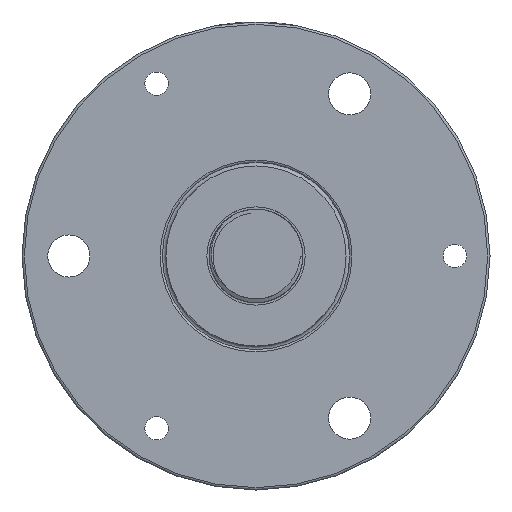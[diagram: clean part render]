
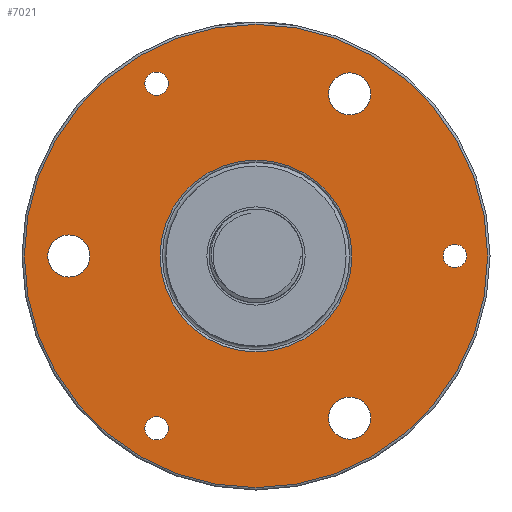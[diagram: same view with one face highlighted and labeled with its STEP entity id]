
A CAD part, left-side view. The second image highlights one B-rep face of the part: STEP entity #7021.
In plain terms, the highlighted planar face has unit normal (-1, 0, 0).
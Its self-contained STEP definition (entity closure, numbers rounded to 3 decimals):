
#217 = CIRCLE ( 'NONE', #10174, 2.5 ) ;
#257 = AXIS2_PLACEMENT_3D ( 'NONE', #6170, #6267, #2256 ) ;
#268 = CARTESIAN_POINT ( 'NONE',  ( 0., -20., 34.641 ) ) ;
#347 = CARTESIAN_POINT ( 'NONE',  ( 0., 21.25, -39.306 ) ) ;
#731 = EDGE_CURVE ( 'NONE', #7014, #7014, #16136, .T. ) ;
#739 = FACE_BOUND ( 'NONE', #4557, .T. ) ;
#1140 = AXIS2_PLACEMENT_3D ( 'NONE', #268, #15393, #13786 ) ;
#1692 = VERTEX_POINT ( 'NONE', #347 ) ;
#1797 = CARTESIAN_POINT ( 'NONE',  ( 0., 0., -20. ) ) ;
#1973 = FACE_BOUND ( 'NONE', #7181, .T. ) ;
#2134 = ORIENTED_EDGE ( 'NONE', *, *, #9147, .T. ) ;
#2189 = CIRCLE ( 'NONE', #5870, 2.5 ) ;
#2256 = DIRECTION ( 'NONE',  ( 0., 0., -1. ) ) ;
#2549 = CARTESIAN_POINT ( 'NONE',  ( 0., 21.25, 34.306 ) ) ;
#2987 = CARTESIAN_POINT ( 'NONE',  ( 0., 21.25, -36.806 ) ) ;
#3043 = AXIS2_PLACEMENT_3D ( 'NONE', #11729, #15983, #9131 ) ;
#3270 = ORIENTED_EDGE ( 'NONE', *, *, #10284, .T. ) ;
#3286 = EDGE_CURVE ( 'NONE', #1692, #1692, #2189, .T. ) ;
#3301 = DIRECTION ( 'NONE',  ( 1., 0., 0. ) ) ;
#3455 = VERTEX_POINT ( 'NONE', #4868 ) ;
#3456 = ORIENTED_EDGE ( 'NONE', *, *, #10498, .T. ) ;
#3482 = FACE_BOUND ( 'NONE', #9236, .T. ) ;
#3629 = CARTESIAN_POINT ( 'NONE',  ( 0., -42.5, -2.5 ) ) ;
#3942 = AXIS2_PLACEMENT_3D ( 'NONE', #10417, #15861, #6424 ) ;
#4300 = DIRECTION ( 'NONE',  ( 1., 0., 0. ) ) ;
#4325 = DIRECTION ( 'NONE',  ( 0., 0., -1. ) ) ;
#4326 = EDGE_LOOP ( 'NONE', ( #3270 ) ) ;
#4549 = DIRECTION ( 'NONE',  ( 1., 0., 0. ) ) ;
#4557 = EDGE_LOOP ( 'NONE', ( #9283 ) ) ;
#4717 = FACE_BOUND ( 'NONE', #15828, .T. ) ;
#4868 = CARTESIAN_POINT ( 'NONE',  ( 0., -20., 30.141 ) ) ;
#5204 = VERTEX_POINT ( 'NONE', #2549 ) ;
#5870 = AXIS2_PLACEMENT_3D ( 'NONE', #2987, #16339, #4325 ) ;
#6112 = EDGE_LOOP ( 'NONE', ( #9933 ) ) ;
#6119 = CARTESIAN_POINT ( 'NONE',  ( 0., 0., -49.5 ) ) ;
#6170 = CARTESIAN_POINT ( 'NONE',  ( 0., -42.5, 0. ) ) ;
#6267 = DIRECTION ( 'NONE',  ( 1., 0., 0. ) ) ;
#6424 = DIRECTION ( 'NONE',  ( 0., 0., -1. ) ) ;
#6480 = VERTEX_POINT ( 'NONE', #6119 ) ;
#6888 = CARTESIAN_POINT ( 'NONE',  ( 0., 40., 0. ) ) ;
#7014 = VERTEX_POINT ( 'NONE', #15203 ) ;
#7021 = ADVANCED_FACE ( 'NONE', ( #739, #8537, #7292, #12735, #3482, #1973, #13972, #4717 ), #16738, .F. ) ;
#7102 = ORIENTED_EDGE ( 'NONE', *, *, #7263, .T. ) ;
#7181 = EDGE_LOOP ( 'NONE', ( #3456 ) ) ;
#7263 = EDGE_CURVE ( 'NONE', #12884, #12884, #17022, .T. ) ;
#7292 = FACE_BOUND ( 'NONE', #12927, .T. ) ;
#7445 = VERTEX_POINT ( 'NONE', #14306 ) ;
#8206 = DIRECTION ( 'NONE',  ( 0., 0., -1. ) ) ;
#8537 = FACE_OUTER_BOUND ( 'NONE', #4326, .T. ) ;
#8787 = CIRCLE ( 'NONE', #1140, 4.5 ) ;
#8812 = CARTESIAN_POINT ( 'NONE',  ( 0., 0., 0. ) ) ;
#9131 = DIRECTION ( 'NONE',  ( 0., 0., -1. ) ) ;
#9147 = EDGE_CURVE ( 'NONE', #7445, #7445, #16112, .T. ) ;
#9236 = EDGE_LOOP ( 'NONE', ( #7102 ) ) ;
#9283 = ORIENTED_EDGE ( 'NONE', *, *, #12024, .T. ) ;
#9381 = AXIS2_PLACEMENT_3D ( 'NONE', #1797, #3301, #10248 ) ;
#9933 = ORIENTED_EDGE ( 'NONE', *, *, #17344, .T. ) ;
#9983 = DIRECTION ( 'NONE',  ( 0., 0., -1. ) ) ;
#10128 = CARTESIAN_POINT ( 'NONE',  ( 0., 0., -20.5 ) ) ;
#10174 = AXIS2_PLACEMENT_3D ( 'NONE', #15933, #10407, #16010 ) ;
#10248 = DIRECTION ( 'NONE',  ( 0., 0., -1. ) ) ;
#10284 = EDGE_CURVE ( 'NONE', #6480, #6480, #12193, .T. ) ;
#10407 = DIRECTION ( 'NONE',  ( 1., 0., 0. ) ) ;
#10417 = CARTESIAN_POINT ( 'NONE',  ( 0., 0., 0. ) ) ;
#10498 = EDGE_CURVE ( 'NONE', #3455, #3455, #8787, .T. ) ;
#11033 = EDGE_LOOP ( 'NONE', ( #2134 ) ) ;
#11045 = AXIS2_PLACEMENT_3D ( 'NONE', #8812, #4549, #9983 ) ;
#11729 = CARTESIAN_POINT ( 'NONE',  ( 0., -20., -34.641 ) ) ;
#12024 = EDGE_CURVE ( 'NONE', #17075, #17075, #17307, .T. ) ;
#12193 = CIRCLE ( 'NONE', #3942, 49.5 ) ;
#12378 = ORIENTED_EDGE ( 'NONE', *, *, #731, .T. ) ;
#12735 = FACE_BOUND ( 'NONE', #6112, .T. ) ;
#12884 = VERTEX_POINT ( 'NONE', #3629 ) ;
#12927 = EDGE_LOOP ( 'NONE', ( #16084 ) ) ;
#13786 = DIRECTION ( 'NONE',  ( 0., 0., -1. ) ) ;
#13861 = AXIS2_PLACEMENT_3D ( 'NONE', #6888, #4300, #8206 ) ;
#13972 = FACE_BOUND ( 'NONE', #11033, .T. ) ;
#14306 = CARTESIAN_POINT ( 'NONE',  ( 0., -20., -39.141 ) ) ;
#15203 = CARTESIAN_POINT ( 'NONE',  ( 0., 40., -4.5 ) ) ;
#15393 = DIRECTION ( 'NONE',  ( 1., 0., 0. ) ) ;
#15828 = EDGE_LOOP ( 'NONE', ( #12378 ) ) ;
#15861 = DIRECTION ( 'NONE',  ( -1., 0., 0. ) ) ;
#15933 = CARTESIAN_POINT ( 'NONE',  ( 0., 21.25, 36.806 ) ) ;
#15983 = DIRECTION ( 'NONE',  ( 1., 0., 0. ) ) ;
#16010 = DIRECTION ( 'NONE',  ( 0., 0., -1. ) ) ;
#16084 = ORIENTED_EDGE ( 'NONE', *, *, #3286, .T. ) ;
#16112 = CIRCLE ( 'NONE', #3043, 4.5 ) ;
#16136 = CIRCLE ( 'NONE', #13861, 4.5 ) ;
#16339 = DIRECTION ( 'NONE',  ( 1., 0., 0. ) ) ;
#16738 = PLANE ( 'NONE',  #9381 ) ;
#17022 = CIRCLE ( 'NONE', #257, 2.5 ) ;
#17075 = VERTEX_POINT ( 'NONE', #10128 ) ;
#17307 = CIRCLE ( 'NONE', #11045, 20.5 ) ;
#17344 = EDGE_CURVE ( 'NONE', #5204, #5204, #217, .T. ) ;
